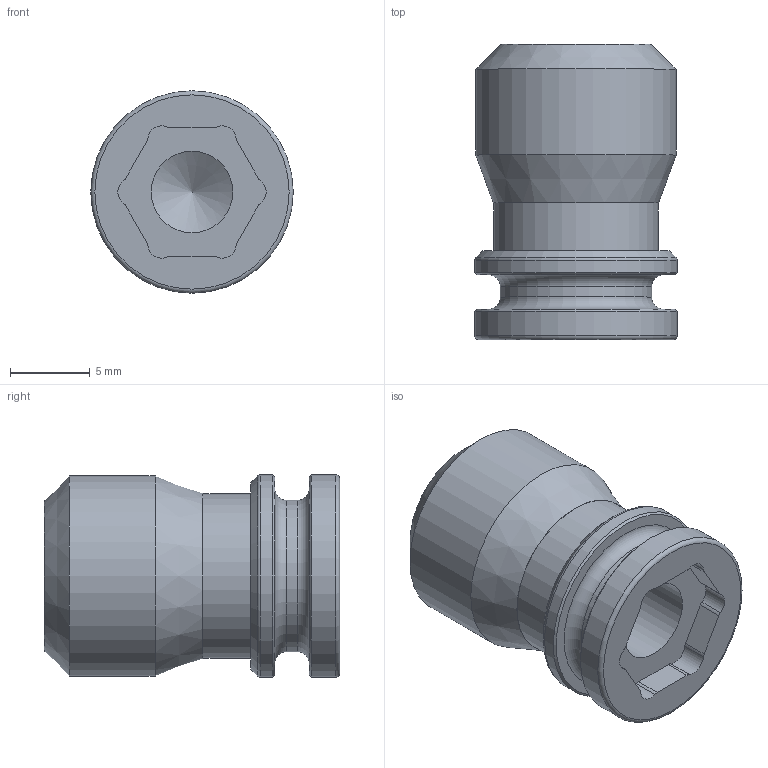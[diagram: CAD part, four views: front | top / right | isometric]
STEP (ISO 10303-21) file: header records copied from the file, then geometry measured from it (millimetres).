
FILE_DESCRIPTION(/* description */ (''),/* implementation_level */ '2;1');
FILE_NAME(/* name */ 'Adapter Pin (Non-locating).step',/* time_stamp */ '2023-12-06T10:41:27-05:00',/* author */ (''),/* organization */ (''),/* preprocessor_version */ 'ST-DEVELOPER v20',/* originating_system */ 'Autodesk Translation Framework v12.14.0.127',/* authorisation */ '');
FILE_SCHEMA (('AUTOMOTIVE_DESIGN { 1 0 10303 214 3 1 1 }'));
Length unit declared in the file: inch
Products named in the file (1): Adapter Pin (Stubby)
Bounding box: 12.7 x 18.54 x 12.7 mm (x, y, z)
Volume: 1574.4 mm3; surface area: 1289.5 mm2
Topology: 1 solids, 1 shells, 47 faces, 114 edges, 74 vertices
Faces by surface type: cylinder 24, plane 13, cone 6, torus 4
Full cylindrical faces by diameter (mm): 5.118 x1, 9.5 x1, 10.338 x1, 12.563 x1, 12.7 x2
Entity records: 1442 total; most frequent: DIRECTION 274, CARTESIAN_POINT 235, ORIENTED_EDGE 226, EDGE_CURVE 113, AXIS2_PLACEMENT_3D 113, VERTEX_POINT 74, CIRCLE 65, EDGE_LOOP 53
